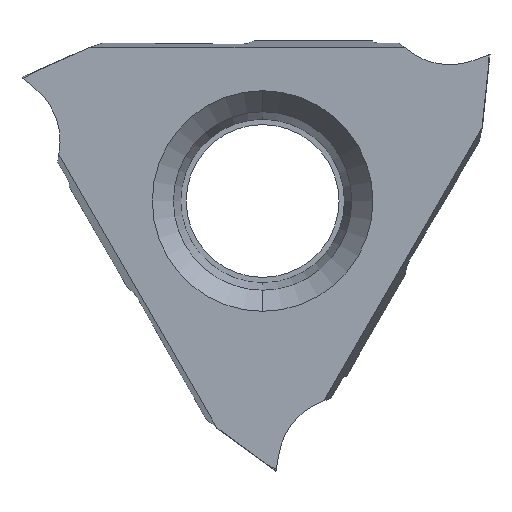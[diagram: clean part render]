
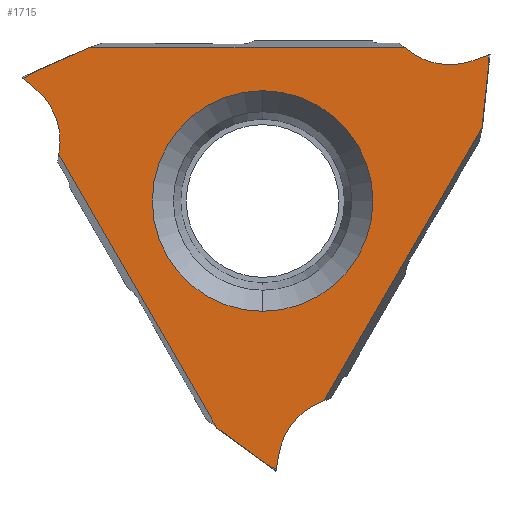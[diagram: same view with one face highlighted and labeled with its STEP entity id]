
A CAD part, left-side view. The second image highlights one B-rep face of the part: STEP entity #1715.
In plain terms, the highlighted planar face has unit normal (-1, 0, 0).
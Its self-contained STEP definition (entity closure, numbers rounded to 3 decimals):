
#245=DIRECTION('',(0.,-0.174,0.985));
#246=VECTOR('',#245,0.482);
#247=CARTESIAN_POINT('',(0.,-0.4,-7.91));
#248=LINE('',#247,#246);
#262=DIRECTION('',(0.,0.809,0.588));
#263=VECTOR('',#262,1.776);
#264=CARTESIAN_POINT('',(0.,-0.091,
-7.732));
#265=LINE('',#264,#263);
#269=DIRECTION('',(0.,0.5,0.866));
#270=VECTOR('',#269,9.319);
#271=CARTESIAN_POINT('',(0.,1.345,
-6.688));
#272=LINE('',#271,#270);
#276=DIRECTION('',(0.,-0.866,0.5));
#277=VECTOR('',#276,0.357);
#278=CARTESIAN_POINT('',(0.,7.051,3.608));
#279=LINE('',#278,#277);
#283=DIRECTION('',(0.,-0.914,0.407));
#284=VECTOR('',#283,1.776);
#285=CARTESIAN_POINT('',(0.,6.742,
3.787));
#286=LINE('',#285,#284);
#290=DIRECTION('',(0.,-1.,0.));
#291=VECTOR('',#290,9.319);
#292=CARTESIAN_POINT('',(0.,5.119,4.509));
#293=LINE('',#292,#291);
#297=DIRECTION('',(0.,0.105,-0.995));
#298=VECTOR('',#297,1.776);
#299=CARTESIAN_POINT('',(0.,-6.65,
3.945));
#300=LINE('',#299,#298);
#304=DIRECTION('',(0.,0.5,-0.866));
#305=VECTOR('',#304,9.319);
#306=CARTESIAN_POINT('',(0.,-6.465,
2.179));
#307=LINE('',#306,#305);
#311=DIRECTION('',(0.,0.866,0.5));
#312=VECTOR('',#311,0.357);
#313=CARTESIAN_POINT('',(0.,-0.4,-7.91));
#314=LINE('',#313,#312);
#318=CARTESIAN_POINT('',(0.,0.,0.));
#319=DIRECTION('',(-1.,0.,0.));
#320=DIRECTION('',(0.,0.,-1.));
#321=AXIS2_PLACEMENT_3D('',#318,#319,#320);
#326=CARTESIAN_POINT('',(0.,0.,0.));
#327=DIRECTION('',(-1.,0.,0.));
#328=DIRECTION('',(0.,0.,1.));
#329=AXIS2_PLACEMENT_3D('',#326,#327,#328);
#334=CARTESIAN_POINT('',(0.,6.005,1.382));
#335=CARTESIAN_POINT('',(0.,5.967,1.575));
#336=CARTESIAN_POINT('',(0.,5.952,1.94));
#337=CARTESIAN_POINT('',(0.,6.062,2.44));
#338=CARTESIAN_POINT('',(0.,6.291,2.898));
#339=CARTESIAN_POINT('',(0.,6.531,3.172));
#340=CARTESIAN_POINT('',(0.,6.682,3.299));
#716=DIRECTION('',(0.,0.94,-0.342));
#717=VECTOR('',#716,0.482);
#718=CARTESIAN_POINT('',(0.,-6.65,4.302));
#719=LINE('',#718,#717);
#733=DIRECTION('',(0.,0.,1.));
#734=VECTOR('',#733,0.357);
#735=CARTESIAN_POINT('',(0.,-6.65,
3.945));
#736=LINE('',#735,#734);
#747=CARTESIAN_POINT('',(0.,-4.199,4.509));
#748=CARTESIAN_POINT('',(0.,-4.348,4.38));
#749=CARTESIAN_POINT('',(0.,-4.656,4.185));
#750=CARTESIAN_POINT('',(0.,-5.144,4.029));
#751=CARTESIAN_POINT('',(0.,-5.655,3.999));
#752=CARTESIAN_POINT('',(0.,-6.013,4.07));
#753=CARTESIAN_POINT('',(0.,-6.198,4.137));
#1006=CARTESIAN_POINT('',(0.,-1.805,-5.891));
#1007=CARTESIAN_POINT('',(0.,-1.619,-5.955));
#1008=CARTESIAN_POINT('',(0.,-1.296,-6.125));
#1009=CARTESIAN_POINT('',(0.,-0.918,-6.469));
#1010=CARTESIAN_POINT('',(0.,-0.636,-6.897));
#1011=CARTESIAN_POINT('',(0.,-0.518,-7.242));
#1012=CARTESIAN_POINT('',(0.,-0.484,-7.436));
#1073=DIRECTION('',(0.,-0.766,-0.643));
#1074=VECTOR('',#1073,0.482);
#1075=CARTESIAN_POINT('',(0.,7.051,3.608));
#1076=LINE('',#1075,#1074);
#1277=CARTESIAN_POINT('',(0.,0.,3.25));
#1278=CARTESIAN_POINT('',(0.,0.,-3.25));
#1279=VERTEX_POINT('',#1277);
#1280=VERTEX_POINT('',#1278);
#1281=CARTESIAN_POINT('',(0.,-0.091,
-7.732));
#1282=CARTESIAN_POINT('',(0.,1.345,
-6.688));
#1283=VERTEX_POINT('',#1281);
#1284=VERTEX_POINT('',#1282);
#1285=CARTESIAN_POINT('',(0.,6.005,
1.382));
#1286=VERTEX_POINT('',#1285);
#1287=VERTEX_POINT('',#340);
#1288=CARTESIAN_POINT('',(0.,7.051,3.608));
#1289=VERTEX_POINT('',#1288);
#1290=CARTESIAN_POINT('',(0.,6.742,
3.787));
#1291=VERTEX_POINT('',#1290);
#1292=CARTESIAN_POINT('',(0.,5.119,
4.509));
#1293=VERTEX_POINT('',#1292);
#1294=CARTESIAN_POINT('',(0.,-4.199,4.509));
#1295=VERTEX_POINT('',#1294);
#1296=VERTEX_POINT('',#753);
#1297=CARTESIAN_POINT('',(0.,-6.65,4.302));
#1298=VERTEX_POINT('',#1297);
#1299=CARTESIAN_POINT('',(0.,-6.65,
3.945));
#1300=VERTEX_POINT('',#1299);
#1301=CARTESIAN_POINT('',(0.,-6.465,
2.179));
#1302=VERTEX_POINT('',#1301);
#1303=CARTESIAN_POINT('',(0.,-1.805,-5.891));
#1304=VERTEX_POINT('',#1303);
#1305=VERTEX_POINT('',#1012);
#1306=CARTESIAN_POINT('',(0.,-0.4,-7.91));
#1307=VERTEX_POINT('',#1306);
#1676=CARTESIAN_POINT('',(0.,0.,0.));
#1677=DIRECTION('',(-1.,0.,0.));
#1678=DIRECTION('',(0.,-1.,0.));
#1679=AXIS2_PLACEMENT_3D('',#1676,#1677,#1678);
#1680=PLANE('',#1679);
#1681=ORIENTED_EDGE('',*,*,#1669,.T.);
#1682=ORIENTED_EDGE('',*,*,#1492,.T.);
#1684=ORIENTED_EDGE('',*,*,#1683,.T.);
#1686=ORIENTED_EDGE('',*,*,#1685,.F.);
#1688=ORIENTED_EDGE('',*,*,#1687,.T.);
#1690=ORIENTED_EDGE('',*,*,#1689,.T.);
#1692=ORIENTED_EDGE('',*,*,#1691,.T.);
#1694=ORIENTED_EDGE('',*,*,#1693,.T.);
#1696=ORIENTED_EDGE('',*,*,#1695,.F.);
#1698=ORIENTED_EDGE('',*,*,#1697,.F.);
#1700=ORIENTED_EDGE('',*,*,#1699,.T.);
#1702=ORIENTED_EDGE('',*,*,#1701,.T.);
#1704=ORIENTED_EDGE('',*,*,#1703,.T.);
#1705=ORIENTED_EDGE('',*,*,#1612,.F.);
#1706=ORIENTED_EDGE('',*,*,#1656,.T.);
#1707=EDGE_LOOP('',(#1681,#1682,#1684,#1686,#1688,#1690,#1692,#1694,#1696,#1698,
#1700,#1702,#1704,#1705,#1706));
#1708=FACE_OUTER_BOUND('',#1707,.F.);
#1710=ORIENTED_EDGE('',*,*,#1709,.T.);
#1712=ORIENTED_EDGE('',*,*,#1711,.T.);
#1713=EDGE_LOOP('',(#1710,#1712));
#1714=FACE_BOUND('',#1713,.F.);
#322=CIRCLE('',#321,3.25);
#330=CIRCLE('',#329,3.25);
#341=B_SPLINE_CURVE_WITH_KNOTS('',3,(#334,#335,#336,#337,#338,#339,#340),
.UNSPECIFIED.,.F.,.F.,(4,1,1,1,4),(0.,0.25,0.5,0.75,1.),
.UNSPECIFIED.);
#754=B_SPLINE_CURVE_WITH_KNOTS('',3,(#747,#748,#749,#750,#751,#752,#753),
.UNSPECIFIED.,.F.,.F.,(4,1,1,1,4),(0.,0.25,0.5,0.75,1.),
.UNSPECIFIED.);
#1013=B_SPLINE_CURVE_WITH_KNOTS('',3,(#1006,#1007,#1008,#1009,#1010,#1011,
#1012),.UNSPECIFIED.,.F.,.F.,(4,1,1,1,4),(0.,0.25,0.5,0.75,1.),
.UNSPECIFIED.);
#1492=EDGE_CURVE('',#1284,#1286,#272,.T.);
#1612=EDGE_CURVE('',#1307,#1305,#248,.T.);
#1656=EDGE_CURVE('',#1307,#1283,#314,.T.);
#1669=EDGE_CURVE('',#1283,#1284,#265,.T.);
#1683=EDGE_CURVE('',#1286,#1287,#341,.T.);
#1685=EDGE_CURVE('',#1289,#1287,#1076,.T.);
#1687=EDGE_CURVE('',#1289,#1291,#279,.T.);
#1689=EDGE_CURVE('',#1291,#1293,#286,.T.);
#1691=EDGE_CURVE('',#1293,#1295,#293,.T.);
#1693=EDGE_CURVE('',#1295,#1296,#754,.T.);
#1695=EDGE_CURVE('',#1298,#1296,#719,.T.);
#1697=EDGE_CURVE('',#1300,#1298,#736,.T.);
#1699=EDGE_CURVE('',#1300,#1302,#300,.T.);
#1701=EDGE_CURVE('',#1302,#1304,#307,.T.);
#1703=EDGE_CURVE('',#1304,#1305,#1013,.T.);
#1709=EDGE_CURVE('',#1280,#1279,#322,.T.);
#1711=EDGE_CURVE('',#1279,#1280,#330,.T.);
#1715=ADVANCED_FACE('',(#1708,#1714),#1680,.T.);
